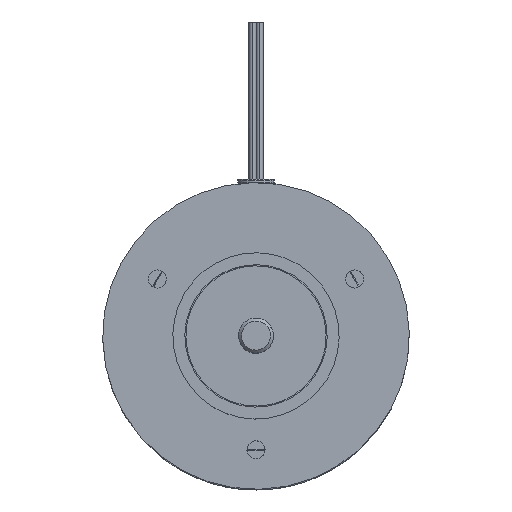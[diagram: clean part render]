
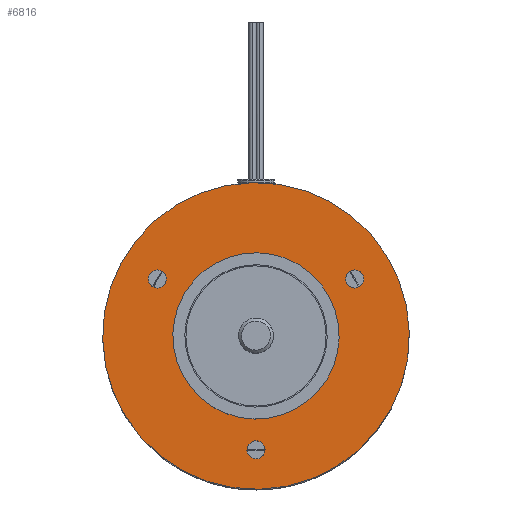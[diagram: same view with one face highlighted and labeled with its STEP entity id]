
A CAD part, top view. The second image highlights one B-rep face of the part: STEP entity #6816.
In plain terms, the highlighted planar face has unit normal (0, 0, 1).
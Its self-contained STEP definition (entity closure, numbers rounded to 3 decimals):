
#5685=AXIS2_PLACEMENT_3D('Circle Axis2P3D',#5683,#5684,$) ;
#5740=AXIS2_PLACEMENT_3D('Circle Axis2P3D',#5738,#5739,$) ;
#6090=AXIS2_PLACEMENT_3D('Circle Axis2P3D',#6088,#6089,$) ;
#6140=AXIS2_PLACEMENT_3D('Circle Axis2P3D',#6138,#6139,$) ;
#6224=AXIS2_PLACEMENT_3D('Circle Axis2P3D',#6222,#6223,$) ;
#6262=AXIS2_PLACEMENT_3D('Circle Axis2P3D',#6260,#6261,$) ;
#6317=AXIS2_PLACEMENT_3D('Circle Axis2P3D',#6315,#6316,$) ;
#6355=AXIS2_PLACEMENT_3D('Circle Axis2P3D',#6353,#6354,$) ;
#6685=AXIS2_PLACEMENT_3D('Circle Axis2P3D',#6683,#6684,$) ;
#6715=AXIS2_PLACEMENT_3D('Circle Axis2P3D',#6713,#6714,$) ;
#6794=AXIS2_PLACEMENT_3D('Plane Axis2P3D',#6791,#6792,#6793) ;
#5680=CARTESIAN_POINT('Vertex',(-16.652,-9.097,74.95)) ;
#5683=CARTESIAN_POINT('Axis2P3D Location',(0.,0.,74.95)) ;
#5687=CARTESIAN_POINT('Vertex',(16.652,9.097,74.95)) ;
#5738=CARTESIAN_POINT('Axis2P3D Location',(0.,0.,74.95)) ;
#6085=CARTESIAN_POINT('Vertex',(0.991,-24.186,74.95)) ;
#6088=CARTESIAN_POINT('Axis2P3D Location',(0.,-26.,74.95)) ;
#6092=CARTESIAN_POINT('Vertex',(-0.991,-27.814,74.95)) ;
#6138=CARTESIAN_POINT('Axis2P3D Location',(0.,-26.,74.95)) ;
#6219=CARTESIAN_POINT('Vertex',(24.583,13.049,74.95)) ;
#6222=CARTESIAN_POINT('Axis2P3D Location',(22.517,13.,74.95)) ;
#6226=CARTESIAN_POINT('Vertex',(20.45,12.951,74.95)) ;
#6260=CARTESIAN_POINT('Axis2P3D Location',(22.517,13.,74.95)) ;
#6312=CARTESIAN_POINT('Vertex',(-23.592,14.765,74.95)) ;
#6315=CARTESIAN_POINT('Axis2P3D Location',(-22.517,13.,74.95)) ;
#6319=CARTESIAN_POINT('Vertex',(-21.441,11.235,74.95)) ;
#6353=CARTESIAN_POINT('Axis2P3D Location',(-22.517,13.,74.95)) ;
#6680=CARTESIAN_POINT('Vertex',(30.715,-16.78,74.95)) ;
#6683=CARTESIAN_POINT('Axis2P3D Location',(0.,0.,74.95)) ;
#6687=CARTESIAN_POINT('Vertex',(-30.715,16.78,74.95)) ;
#6713=CARTESIAN_POINT('Axis2P3D Location',(0.,0.,74.95)) ;
#6791=CARTESIAN_POINT('Axis2P3D Location',(-31.99,0.,74.95)) ;
#5684=DIRECTION('Axis2P3D Direction',(0.,0.,1.)) ;
#5739=DIRECTION('Axis2P3D Direction',(0.,0.,1.)) ;
#6089=DIRECTION('Axis2P3D Direction',(0.,0.,-1.)) ;
#6139=DIRECTION('Axis2P3D Direction',(0.,0.,-1.)) ;
#6223=DIRECTION('Axis2P3D Direction',(0.,0.,-1.)) ;
#6261=DIRECTION('Axis2P3D Direction',(0.,0.,-1.)) ;
#6316=DIRECTION('Axis2P3D Direction',(0.,0.,-1.)) ;
#6354=DIRECTION('Axis2P3D Direction',(0.,0.,-1.)) ;
#6684=DIRECTION('Axis2P3D Direction',(0.,-0.,-1.)) ;
#6714=DIRECTION('Axis2P3D Direction',(0.,-0.,-1.)) ;
#6792=DIRECTION('Axis2P3D Direction',(0.,0.,1.)) ;
#6793=DIRECTION('Axis2P3D XDirection',(0.,-1.,0.)) ;
#6797=ORIENTED_EDGE('',*,*,#6717,.F.) ;
#6798=ORIENTED_EDGE('',*,*,#6689,.F.) ;
#6801=ORIENTED_EDGE('',*,*,#5689,.F.) ;
#6802=ORIENTED_EDGE('',*,*,#5742,.F.) ;
#6805=ORIENTED_EDGE('',*,*,#6357,.F.) ;
#6806=ORIENTED_EDGE('',*,*,#6321,.F.) ;
#6809=ORIENTED_EDGE('',*,*,#6264,.F.) ;
#6810=ORIENTED_EDGE('',*,*,#6228,.F.) ;
#6813=ORIENTED_EDGE('',*,*,#6142,.F.) ;
#6814=ORIENTED_EDGE('',*,*,#6094,.F.) ;
#6803=FACE_BOUND('',#6800,.T.) ;
#6807=FACE_BOUND('',#6804,.T.) ;
#6811=FACE_BOUND('',#6808,.T.) ;
#6815=FACE_BOUND('',#6812,.T.) ;
#6816=ADVANCED_FACE('K\X2\00F6\X0\rper.2',(#6799,#6803,#6807,#6811,#6815),#6795,.T.) ;
#5686=CIRCLE('generated circle',#5685,18.975) ;
#5741=CIRCLE('generated circle',#5740,18.975) ;
#6091=CIRCLE('generated circle',#6090,2.067) ;
#6141=CIRCLE('generated circle',#6140,2.067) ;
#6225=CIRCLE('generated circle',#6224,2.067) ;
#6263=CIRCLE('generated circle',#6262,2.067) ;
#6318=CIRCLE('generated circle',#6317,2.067) ;
#6356=CIRCLE('generated circle',#6355,2.067) ;
#6686=CIRCLE('generated circle',#6685,35.) ;
#6716=CIRCLE('generated circle',#6715,35.) ;
#5689=EDGE_CURVE('',#5681,#5688,#5686,.T.) ;
#5742=EDGE_CURVE('',#5688,#5681,#5741,.T.) ;
#6094=EDGE_CURVE('',#6086,#6093,#6091,.F.) ;
#6142=EDGE_CURVE('',#6093,#6086,#6141,.F.) ;
#6228=EDGE_CURVE('',#6220,#6227,#6225,.F.) ;
#6264=EDGE_CURVE('',#6227,#6220,#6263,.F.) ;
#6321=EDGE_CURVE('',#6313,#6320,#6318,.F.) ;
#6357=EDGE_CURVE('',#6320,#6313,#6356,.F.) ;
#6689=EDGE_CURVE('',#6681,#6688,#6686,.T.) ;
#6717=EDGE_CURVE('',#6688,#6681,#6716,.T.) ;
#6796=EDGE_LOOP('',(#6797,#6798)) ;
#6800=EDGE_LOOP('',(#6801,#6802)) ;
#6804=EDGE_LOOP('',(#6805,#6806)) ;
#6808=EDGE_LOOP('',(#6809,#6810)) ;
#6812=EDGE_LOOP('',(#6813,#6814)) ;
#6799=FACE_OUTER_BOUND('',#6796,.T.) ;
#6795=PLANE('Plane',#6794) ;
#5681=VERTEX_POINT('',#5680) ;
#5688=VERTEX_POINT('',#5687) ;
#6086=VERTEX_POINT('',#6085) ;
#6093=VERTEX_POINT('',#6092) ;
#6220=VERTEX_POINT('',#6219) ;
#6227=VERTEX_POINT('',#6226) ;
#6313=VERTEX_POINT('',#6312) ;
#6320=VERTEX_POINT('',#6319) ;
#6681=VERTEX_POINT('',#6680) ;
#6688=VERTEX_POINT('',#6687) ;
